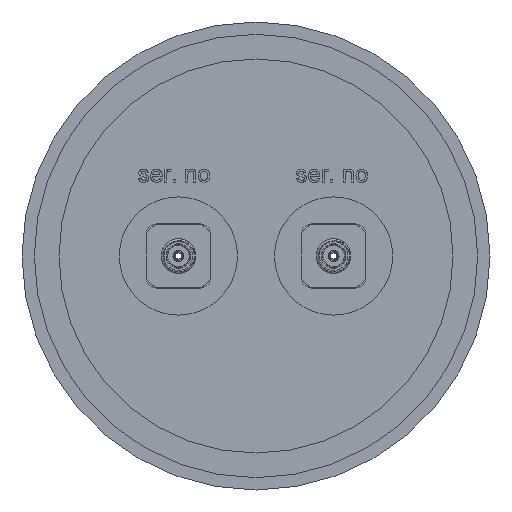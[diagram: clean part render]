
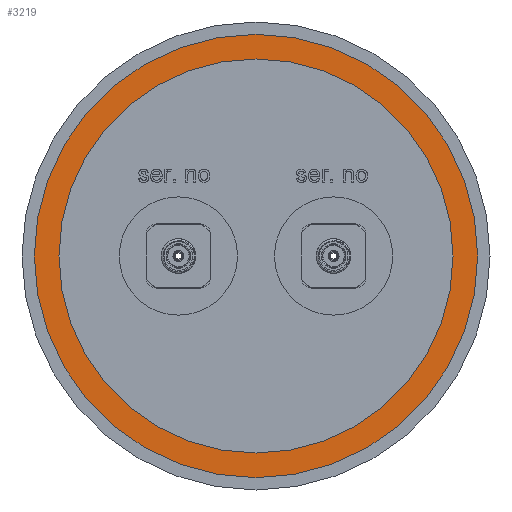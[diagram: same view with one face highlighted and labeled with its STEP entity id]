
A CAD part, front view. The second image highlights one B-rep face of the part: STEP entity #3219.
In plain terms, the highlighted planar face has unit normal (0, -1, 0).
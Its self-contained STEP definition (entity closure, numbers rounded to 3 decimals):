
#840 = DIRECTION ( 'NONE',  ( 0., -1., 0. ) ) ;
#860 = ORIENTED_EDGE ( 'NONE', *, *, #20869, .T. ) ;
#904 = EDGE_LOOP ( 'NONE', ( #860, #7130 ) ) ;
#1589 = AXIS2_PLACEMENT_3D ( 'NONE', #22644, #840, #4441 ) ;
#1961 = CARTESIAN_POINT ( 'NONE',  ( 0., -10., 0. ) ) ;
#2592 = DIRECTION ( 'NONE',  ( 0., 0., -1. ) ) ;
#2715 = CIRCLE ( 'NONE', #5037, 45. ) ;
#3219 = ADVANCED_FACE ( 'NONE', ( #5874, #11576 ), #15419, .T. ) ;
#3712 = DIRECTION ( 'NONE',  ( 0., -1., 0. ) ) ;
#4179 = CIRCLE ( 'NONE', #20726, 40. ) ;
#4210 = VERTEX_POINT ( 'NONE', #20641 ) ;
#4441 = DIRECTION ( 'NONE',  ( 0., 0., -1. ) ) ;
#5037 = AXIS2_PLACEMENT_3D ( 'NONE', #11181, #9504, #22203 ) ;
#5874 = FACE_OUTER_BOUND ( 'NONE', #904, .T. ) ;
#7071 = EDGE_CURVE ( 'NONE', #16591, #12112, #12311, .T. ) ;
#7130 = ORIENTED_EDGE ( 'NONE', *, *, #14821, .T. ) ;
#7240 = DIRECTION ( 'NONE',  ( 0., 0., -1. ) ) ;
#7533 = EDGE_CURVE ( 'NONE', #12112, #16591, #4179, .T. ) ;
#7820 = ORIENTED_EDGE ( 'NONE', *, *, #7071, .F. ) ;
#8180 = CARTESIAN_POINT ( 'NONE',  ( 0., -10., 0. ) ) ;
#8821 = AXIS2_PLACEMENT_3D ( 'NONE', #19831, #8826, #12694 ) ;
#8826 = DIRECTION ( 'NONE',  ( 0., -1., 0. ) ) ;
#9504 = DIRECTION ( 'NONE',  ( 0., -1., 0. ) ) ;
#11181 = CARTESIAN_POINT ( 'NONE',  ( 0., -10., 0. ) ) ;
#11576 = FACE_BOUND ( 'NONE', #15014, .T. ) ;
#12112 = VERTEX_POINT ( 'NONE', #16580 ) ;
#12311 = CIRCLE ( 'NONE', #17673, 40. ) ;
#12480 = VERTEX_POINT ( 'NONE', #14580 ) ;
#12694 = DIRECTION ( 'NONE',  ( 0., 0., -1. ) ) ;
#14580 = CARTESIAN_POINT ( 'NONE',  ( 0., -10., 45. ) ) ;
#14821 = EDGE_CURVE ( 'NONE', #12480, #4210, #2715, .T. ) ;
#15014 = EDGE_LOOP ( 'NONE', ( #7820, #18006 ) ) ;
#15419 = PLANE ( 'NONE',  #1589 ) ;
#16580 = CARTESIAN_POINT ( 'NONE',  ( 0., -10., 40. ) ) ;
#16591 = VERTEX_POINT ( 'NONE', #18327 ) ;
#16957 = CIRCLE ( 'NONE', #8821, 45. ) ;
#17673 = AXIS2_PLACEMENT_3D ( 'NONE', #1961, #3712, #7240 ) ;
#18006 = ORIENTED_EDGE ( 'NONE', *, *, #7533, .F. ) ;
#18327 = CARTESIAN_POINT ( 'NONE',  ( 0., -10., -40. ) ) ;
#19831 = CARTESIAN_POINT ( 'NONE',  ( 0., -10., 0. ) ) ;
#20641 = CARTESIAN_POINT ( 'NONE',  ( 0., -10., -45. ) ) ;
#20726 = AXIS2_PLACEMENT_3D ( 'NONE', #8180, #21078, #2592 ) ;
#20869 = EDGE_CURVE ( 'NONE', #4210, #12480, #16957, .T. ) ;
#21078 = DIRECTION ( 'NONE',  ( 0., -1., 0. ) ) ;
#22203 = DIRECTION ( 'NONE',  ( 0., 0., -1. ) ) ;
#22644 = CARTESIAN_POINT ( 'NONE',  ( 0., -10., -45. ) ) ;
